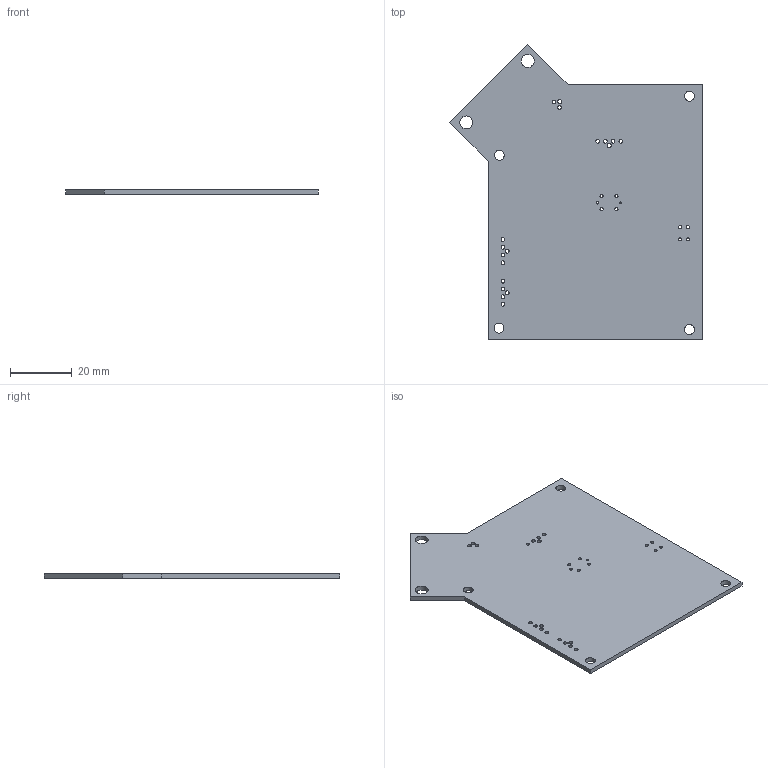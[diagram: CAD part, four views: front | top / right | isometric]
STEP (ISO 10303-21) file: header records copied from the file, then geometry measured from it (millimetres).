
FILE_DESCRIPTION(('KiCad electronic assembly'),'2;1');
FILE_NAME('PS-AmperesPCB.step','2025-10-01T21:23:55',('Pcbnew'),('Kicad' ),'Open CASCADE STEP processor 7.9','KiCad to STEP converter', 'Unknown');
FILE_SCHEMA(('AUTOMOTIVE_DESIGN { 1 0 10303 214 1 1 1 1 }'));
Length unit declared in the file: millimetre
Products named in the file (2): PS-AmperesPCB 1; PS-AmperesPCB_PCB
Assembly tree (1 placements, depth 2):
  PS-AmperesPCB 1
    PS-AmperesPCB_PCB
Bounding box: 81.84 x 95.62 x 1.51 mm (x, y, z)
Volume: 8998.3 mm3; surface area: 12659.5 mm2
Topology: 1 solids, 1 shells, 43 faces, 123 edges, 82 vertices
Faces by surface type: cylinder 34, plane 9
Full cylindrical faces by diameter (mm): 0.52 x1, 0.89 x1, 1 x4, 1.04 x4, 1.2 x14, 1.3 x4, 3.2 x4, 4.2 x2
Entity records: 1618 total; most frequent: DIRECTION 281, CARTESIAN_POINT 250, ORIENTED_EDGE 246, EDGE_CURVE 123, AXIS2_PLACEMENT_3D 113, FACE_BOUND 111, EDGE_LOOP 111, VERTEX_POINT 82
